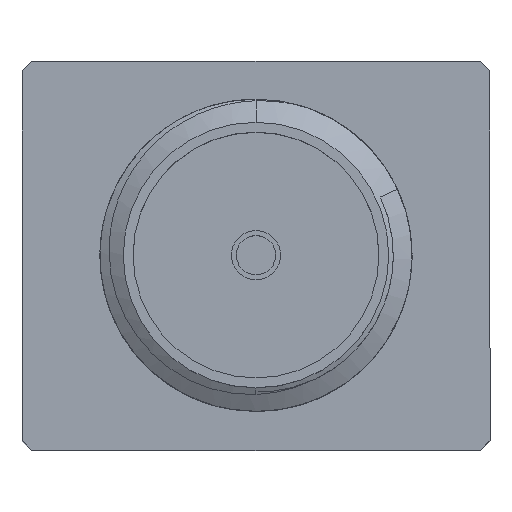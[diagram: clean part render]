
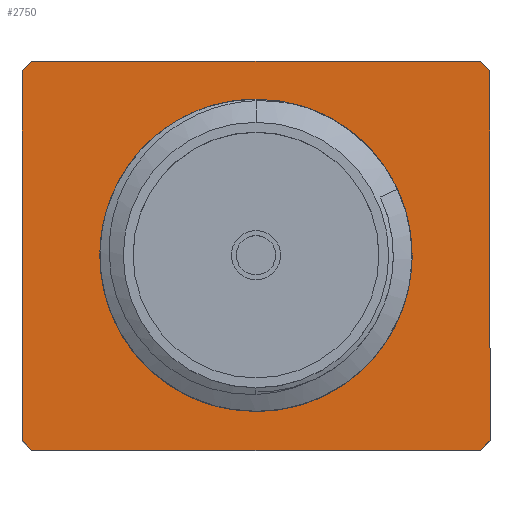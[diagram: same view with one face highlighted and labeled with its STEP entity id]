
A CAD part, top view. The second image highlights one B-rep face of the part: STEP entity #2750.
In plain terms, the highlighted face is planar.
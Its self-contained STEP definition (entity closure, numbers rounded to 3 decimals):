
#81 = ORIENTED_EDGE ( 'NONE', *, *, #1195, .F. ) ;
#113 = VERTEX_POINT ( 'NONE', #2738 ) ;
#190 = EDGE_CURVE ( 'NONE', #221, #4946, #3586, .T. ) ;
#213 = VERTEX_POINT ( 'NONE', #2062 ) ;
#221 = VERTEX_POINT ( 'NONE', #2900 ) ;
#269 = AXIS2_PLACEMENT_3D ( 'NONE', #3584, #312, #3550 ) ;
#290 = CARTESIAN_POINT ( 'NONE',  ( 4.56, -0.8, -3.96 ) ) ;
#312 = DIRECTION ( 'NONE',  ( 0., 1., 0. ) ) ;
#318 = EDGE_LOOP ( 'NONE', ( #604, #5240, #2469, #2718, #4166, #2101, #4437, #3008 ) ) ;
#354 = LINE ( 'NONE', #2794, #1434 ) ;
#366 = VECTOR ( 'NONE', #2744, 1000. ) ;
#415 = CARTESIAN_POINT ( 'NONE',  ( -4.76, -0.8, -3.96 ) ) ;
#532 = VECTOR ( 'NONE', #4046, 1000. ) ;
#533 = EDGE_CURVE ( 'NONE', #860, #113, #3448, .T. ) ;
#604 = ORIENTED_EDGE ( 'NONE', *, *, #190, .T. ) ;
#712 = CIRCLE ( 'NONE', #269, 2.7 ) ;
#715 = DIRECTION ( 'NONE',  ( -0.707, 0., -0.707 ) ) ;
#860 = VERTEX_POINT ( 'NONE', #3250 ) ;
#876 = VECTOR ( 'NONE', #715, 1000. ) ;
#888 = CARTESIAN_POINT ( 'NONE',  ( 4.76, -0.8, 3.96 ) ) ;
#964 = CARTESIAN_POINT ( 'NONE',  ( 4.56, -0.8, 3.96 ) ) ;
#1069 = CARTESIAN_POINT ( 'NONE',  ( 4.56, -0.8, -3.96 ) ) ;
#1074 = CARTESIAN_POINT ( 'NONE',  ( 4.76, -0.8, -3.96 ) ) ;
#1195 = EDGE_CURVE ( 'NONE', #213, #1394, #712, .T. ) ;
#1362 = LINE ( 'NONE', #888, #1626 ) ;
#1378 = LINE ( 'NONE', #1074, #366 ) ;
#1394 = VERTEX_POINT ( 'NONE', #3704 ) ;
#1431 = CIRCLE ( 'NONE', #4551, 2.7 ) ;
#1434 = VECTOR ( 'NONE', #3631, 1000. ) ;
#1453 = VERTEX_POINT ( 'NONE', #1846 ) ;
#1626 = VECTOR ( 'NONE', #2913, 1000. ) ;
#1819 = CARTESIAN_POINT ( 'NONE',  ( -4.76, -0.8, -3.76 ) ) ;
#1846 = CARTESIAN_POINT ( 'NONE',  ( -4.56, -0.8, 3.96 ) ) ;
#1856 = EDGE_CURVE ( 'NONE', #4946, #2027, #4246, .T. ) ;
#1902 = EDGE_CURVE ( 'NONE', #2027, #860, #1378, .T. ) ;
#1995 = VECTOR ( 'NONE', #4114, 1000. ) ;
#2027 = VERTEX_POINT ( 'NONE', #1069 ) ;
#2062 = CARTESIAN_POINT ( 'NONE',  ( 0., -0.8, 2.7 ) ) ;
#2101 = ORIENTED_EDGE ( 'NONE', *, *, #4489, .T. ) ;
#2228 = CARTESIAN_POINT ( 'NONE',  ( 3.9, -0.8, 0. ) ) ;
#2386 = VERTEX_POINT ( 'NONE', #964 ) ;
#2469 = ORIENTED_EDGE ( 'NONE', *, *, #1902, .T. ) ;
#2718 = ORIENTED_EDGE ( 'NONE', *, *, #533, .T. ) ;
#2731 = EDGE_LOOP ( 'NONE', ( #81, #4854 ) ) ;
#2738 = CARTESIAN_POINT ( 'NONE',  ( -4.76, -0.8, -3.76 ) ) ;
#2744 = DIRECTION ( 'NONE',  ( -1., 0., 0. ) ) ;
#2750 = ADVANCED_FACE ( 'NONE', ( #3089, #5247 ), #3930, .F. ) ;
#2755 = VECTOR ( 'NONE', #4283, 1000. ) ;
#2772 = LINE ( 'NONE', #3235, #532 ) ;
#2794 = CARTESIAN_POINT ( 'NONE',  ( 4.76, -0.8, 3.76 ) ) ;
#2900 = CARTESIAN_POINT ( 'NONE',  ( 4.76, -0.8, 3.76 ) ) ;
#2913 = DIRECTION ( 'NONE',  ( 1., 0., 0. ) ) ;
#2962 = CARTESIAN_POINT ( 'NONE',  ( 0., -0.8, 0. ) ) ;
#3008 = ORIENTED_EDGE ( 'NONE', *, *, #4463, .T. ) ;
#3075 = CARTESIAN_POINT ( 'NONE',  ( 4.76, -0.8, -3.76 ) ) ;
#3089 = FACE_BOUND ( 'NONE', #2731, .T. ) ;
#3097 = EDGE_CURVE ( 'NONE', #113, #4488, #4597, .T. ) ;
#3235 = CARTESIAN_POINT ( 'NONE',  ( -4.56, -0.8, 3.96 ) ) ;
#3250 = CARTESIAN_POINT ( 'NONE',  ( -4.56, -0.8, -3.96 ) ) ;
#3277 = DIRECTION ( 'NONE',  ( 0., 0., 1. ) ) ;
#3448 = LINE ( 'NONE', #1819, #2755 ) ;
#3469 = DIRECTION ( 'NONE',  ( 0., -1., 0. ) ) ;
#3550 = DIRECTION ( 'NONE',  ( 0., 0., 1. ) ) ;
#3584 = CARTESIAN_POINT ( 'NONE',  ( 0., -0.8, 0. ) ) ;
#3586 = LINE ( 'NONE', #3708, #1995 ) ;
#3631 = DIRECTION ( 'NONE',  ( 0.707, 0., -0.707 ) ) ;
#3704 = CARTESIAN_POINT ( 'NONE',  ( 0., -0.8, -2.7 ) ) ;
#3708 = CARTESIAN_POINT ( 'NONE',  ( 4.76, -0.8, -3.96 ) ) ;
#3775 = EDGE_CURVE ( 'NONE', #1394, #213, #1431, .T. ) ;
#3793 = VECTOR ( 'NONE', #3277, 1000. ) ;
#3930 = PLANE ( 'NONE',  #4426 ) ;
#4046 = DIRECTION ( 'NONE',  ( 0.707, 0., 0.707 ) ) ;
#4114 = DIRECTION ( 'NONE',  ( 0., 0., -1. ) ) ;
#4166 = ORIENTED_EDGE ( 'NONE', *, *, #3097, .T. ) ;
#4246 = LINE ( 'NONE', #290, #876 ) ;
#4283 = DIRECTION ( 'NONE',  ( -0.707, 0., 0.707 ) ) ;
#4407 = CARTESIAN_POINT ( 'NONE',  ( -4.76, -0.8, 3.76 ) ) ;
#4426 = AXIS2_PLACEMENT_3D ( 'NONE', #2228, #3469, #4680 ) ;
#4437 = ORIENTED_EDGE ( 'NONE', *, *, #4577, .T. ) ;
#4463 = EDGE_CURVE ( 'NONE', #2386, #221, #354, .T. ) ;
#4488 = VERTEX_POINT ( 'NONE', #4407 ) ;
#4489 = EDGE_CURVE ( 'NONE', #4488, #1453, #2772, .T. ) ;
#4551 = AXIS2_PLACEMENT_3D ( 'NONE', #2962, #4601, #5001 ) ;
#4577 = EDGE_CURVE ( 'NONE', #1453, #2386, #1362, .T. ) ;
#4597 = LINE ( 'NONE', #415, #3793 ) ;
#4601 = DIRECTION ( 'NONE',  ( 0., 1., 0. ) ) ;
#4680 = DIRECTION ( 'NONE',  ( 0., 0., -1. ) ) ;
#4854 = ORIENTED_EDGE ( 'NONE', *, *, #3775, .F. ) ;
#4946 = VERTEX_POINT ( 'NONE', #3075 ) ;
#5001 = DIRECTION ( 'NONE',  ( 0., 0., 1. ) ) ;
#5240 = ORIENTED_EDGE ( 'NONE', *, *, #1856, .T. ) ;
#5247 = FACE_OUTER_BOUND ( 'NONE', #318, .T. ) ;
